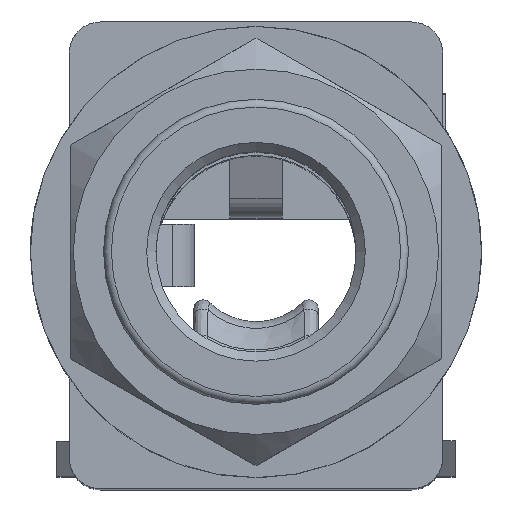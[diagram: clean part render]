
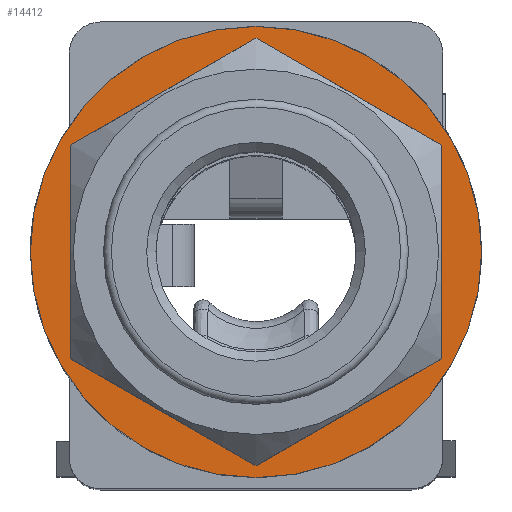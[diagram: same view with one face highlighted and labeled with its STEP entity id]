
A CAD part, top view. The second image highlights one B-rep face of the part: STEP entity #14412.
In plain terms, the highlighted planar face has unit normal (0, 0, 1).
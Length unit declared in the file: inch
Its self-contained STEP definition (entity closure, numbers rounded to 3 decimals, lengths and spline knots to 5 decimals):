
#227=FACE_BOUND('',#1776,.T.);
#375=PLANE('',#15290);
#1015=FACE_OUTER_BOUND('',#1775,.T.);
#1775=EDGE_LOOP('',(#10235));
#1776=EDGE_LOOP('',(#10236,#10237,#10238,#10239,#10240,#10241));
#2685=LINE('',#20672,#4343);
#2729=LINE('',#20905,#4387);
#2730=LINE('',#20907,#4388);
#2731=LINE('',#20909,#4389);
#2732=LINE('',#20911,#4390);
#2733=LINE('',#20912,#4391);
#4343=VECTOR('',#16759,0.27049);
#4387=VECTOR('',#16929,0.27049);
#4388=VECTOR('',#16930,0.27049);
#4389=VECTOR('',#16931,0.27049);
#4390=VECTOR('',#16932,0.27049);
#4391=VECTOR('',#16933,0.27049);
#5790=CIRCLE('',#15288,0.28543);
#6191=VERTEX_POINT('',#20669);
#6192=VERTEX_POINT('',#20671);
#6255=VERTEX_POINT('',#20895);
#6258=VERTEX_POINT('',#20904);
#6259=VERTEX_POINT('',#20906);
#6260=VERTEX_POINT('',#20908);
#6261=VERTEX_POINT('',#20910);
#7658=EDGE_CURVE('',#6191,#6192,#2685,.T.);
#7745=EDGE_CURVE('',#6255,#6255,#5790,.T.);
#7750=EDGE_CURVE('',#6258,#6191,#2729,.T.);
#7751=EDGE_CURVE('',#6259,#6258,#2730,.T.);
#7752=EDGE_CURVE('',#6260,#6259,#2731,.T.);
#7753=EDGE_CURVE('',#6261,#6260,#2732,.T.);
#7754=EDGE_CURVE('',#6192,#6261,#2733,.T.);
#10235=ORIENTED_EDGE('',*,*,#7745,.F.);
#10236=ORIENTED_EDGE('',*,*,#7750,.F.);
#10237=ORIENTED_EDGE('',*,*,#7751,.F.);
#10238=ORIENTED_EDGE('',*,*,#7752,.F.);
#10239=ORIENTED_EDGE('',*,*,#7753,.F.);
#10240=ORIENTED_EDGE('',*,*,#7754,.F.);
#10241=ORIENTED_EDGE('',*,*,#7658,.F.);
#14412=ADVANCED_FACE('',(#1015,#227),#375,.T.);
#15288=AXIS2_PLACEMENT_3D('',#20896,#16920,#16921);
#15290=AXIS2_PLACEMENT_3D('',#20903,#16927,#16928);
#16759=DIRECTION('',(0.,-1.,0.));
#16920=DIRECTION('center_axis',(0.,0.,-1.));
#16921=DIRECTION('ref_axis',(-1.,0.,0.));
#16927=DIRECTION('center_axis',(0.,0.,1.));
#16928=DIRECTION('ref_axis',(1.,0.,0.));
#16929=DIRECTION('',(-0.866,-0.5,0.));
#16930=DIRECTION('',(-0.866,0.5,0.));
#16931=DIRECTION('',(0.,1.,0.));
#16932=DIRECTION('',(0.866,0.5,0.));
#16933=DIRECTION('',(0.866,-0.5,0.));
#20669=CARTESIAN_POINT('',(-0.23425,0.13918,0.17323));
#20671=CARTESIAN_POINT('',(-0.23425,-0.13131,0.17323));
#20672=CARTESIAN_POINT('',(-0.23425,0.13918,0.17323));
#20895=CARTESIAN_POINT('',(-0.28543,0.00394,0.17323));
#20896=CARTESIAN_POINT('Origin',(0.,0.00394,0.17323));
#20903=CARTESIAN_POINT('Origin',(0.,0.00394,0.17323));
#20904=CARTESIAN_POINT('',(0.,0.27443,0.17323));
#20905=CARTESIAN_POINT('',(0.,0.27443,0.17323));
#20906=CARTESIAN_POINT('',(0.23425,0.13918,0.17323));
#20907=CARTESIAN_POINT('',(0.23425,0.13918,0.17323));
#20908=CARTESIAN_POINT('',(0.23425,-0.13131,0.17323));
#20909=CARTESIAN_POINT('',(0.23425,-0.13131,0.17323));
#20910=CARTESIAN_POINT('',(0.,-0.26655,0.17323));
#20911=CARTESIAN_POINT('',(0.,-0.26655,0.17323));
#20912=CARTESIAN_POINT('',(-0.23425,-0.13131,0.17323));
